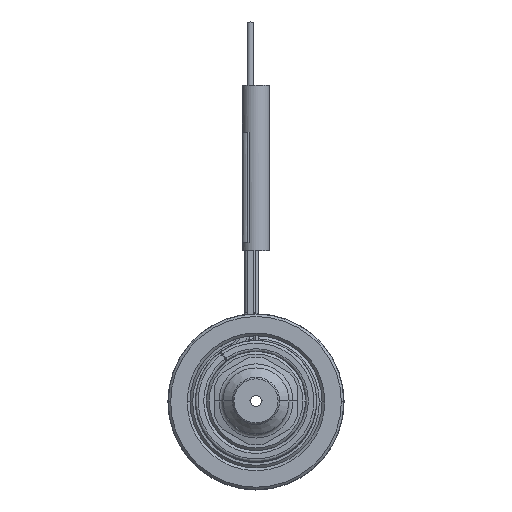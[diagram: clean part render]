
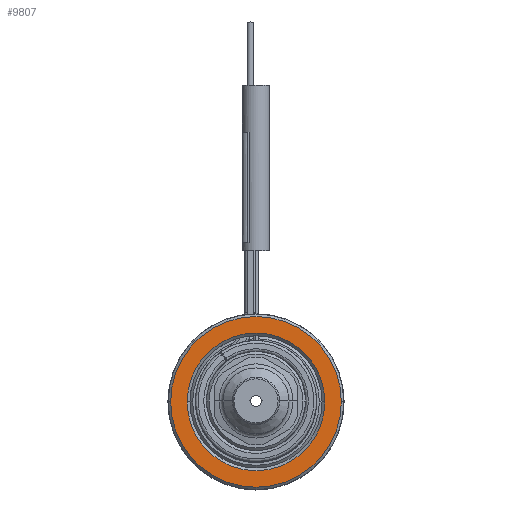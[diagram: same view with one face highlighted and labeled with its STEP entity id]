
A CAD part, top view. The second image highlights one B-rep face of the part: STEP entity #9807.
In plain terms, the highlighted planar face has unit normal (0, 0, 1).
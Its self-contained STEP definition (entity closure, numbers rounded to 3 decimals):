
#1572=CARTESIAN_POINT('',(0.,0.,25.));
#1573=DIRECTION('',(0.,0.,-1.));
#1574=DIRECTION('',(-1.,0.,0.));
#1575=AXIS2_PLACEMENT_3D('',#1572,#1573,#1574);
#1586=CARTESIAN_POINT('',(0.,0.,25.));
#1587=DIRECTION('',(0.,0.,-1.));
#1588=DIRECTION('',(1.,0.,0.));
#1589=AXIS2_PLACEMENT_3D('',#1586,#1587,#1588);
#1600=CARTESIAN_POINT('',(0.,0.,
25.));
#1601=DIRECTION('',(0.,0.,-1.));
#1602=DIRECTION('',(1.,0.,0.));
#1603=AXIS2_PLACEMENT_3D('',#1600,#1601,#1602);
#1614=CARTESIAN_POINT('',(0.,0.,25.));
#1615=DIRECTION('',(0.,0.,-1.));
#1616=DIRECTION('',(-1.,0.,0.));
#1617=AXIS2_PLACEMENT_3D('',#1614,#1615,#1616);
#7172=CARTESIAN_POINT('',(15.5,0.,25.));
#7173=CARTESIAN_POINT('',(-15.5,0.,
25.));
#7174=VERTEX_POINT('',#7172);
#7175=VERTEX_POINT('',#7173);
#7176=CARTESIAN_POINT('',(12.5,0.,25.));
#7177=CARTESIAN_POINT('',(-12.5,0.,25.));
#7178=VERTEX_POINT('',#7176);
#7179=VERTEX_POINT('',#7177);
#9792=CARTESIAN_POINT('',(0.,0.,25.));
#9793=DIRECTION('',(0.,0.,1.));
#9794=DIRECTION('',(-1.,0.,0.));
#9795=AXIS2_PLACEMENT_3D('',#9792,#9793,#9794);
#9796=PLANE('',#9795);
#9797=ORIENTED_EDGE('',*,*,#9774,.T.);
#9798=ORIENTED_EDGE('',*,*,#9759,.T.);
#9799=EDGE_LOOP('',(#9797,#9798));
#9800=FACE_OUTER_BOUND('',#9799,.F.);
#9802=ORIENTED_EDGE('',*,*,#9801,.F.);
#9804=ORIENTED_EDGE('',*,*,#9803,.F.);
#9805=EDGE_LOOP('',(#9802,#9804));
#9806=FACE_BOUND('',#9805,.F.);
#1576=CIRCLE('',#1575,15.5);
#1590=CIRCLE('',#1589,15.5);
#1604=CIRCLE('',#1603,12.5);
#1618=CIRCLE('',#1617,12.5);
#9759=EDGE_CURVE('',#7175,#7174,#1576,.T.);
#9774=EDGE_CURVE('',#7174,#7175,#1590,.T.);
#9801=EDGE_CURVE('',#7178,#7179,#1604,.T.);
#9803=EDGE_CURVE('',#7179,#7178,#1618,.T.);
#9807=ADVANCED_FACE('',(#9800,#9806),#9796,.T.);
